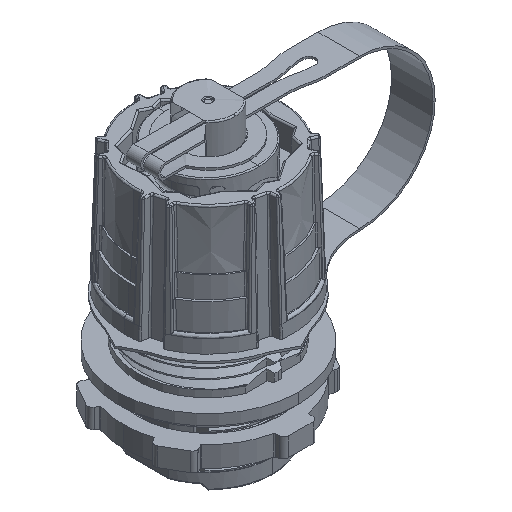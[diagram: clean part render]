
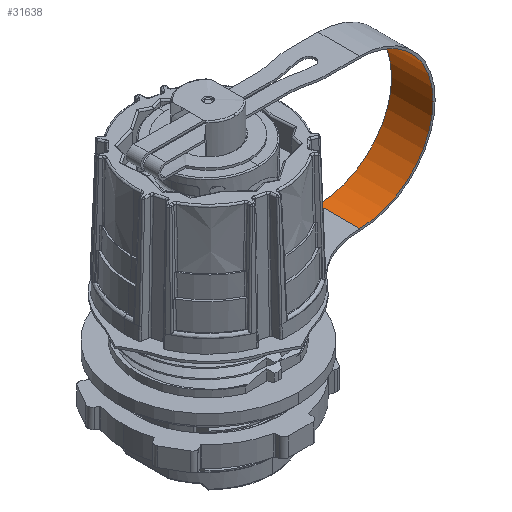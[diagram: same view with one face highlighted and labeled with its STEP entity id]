
A CAD part, isometric view. The second image highlights one B-rep face of the part: STEP entity #31638.
In plain terms, the highlighted cylindrical face has radius 13.875 mm (diameter 27.75 mm), a partial arc.
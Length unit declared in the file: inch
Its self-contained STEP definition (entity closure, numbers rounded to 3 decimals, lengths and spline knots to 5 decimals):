
#2105 = VERTEX_POINT ( 'NONE', #10152 ) ;
#2188 = DIRECTION ( 'NONE',  ( 0., -1., 0. ) ) ;
#4496 = CIRCLE ( 'NONE', #25468, 0.54626 ) ;
#6421 = CARTESIAN_POINT ( 'NONE',  ( 0.96741, 0., 0.30826 ) ) ;
#6459 = AXIS2_PLACEMENT_3D ( 'NONE', #19046, #42767, #36204 ) ;
#6636 = CARTESIAN_POINT ( 'NONE',  ( 0.96741, 0.15354, 0.85452 ) ) ;
#7214 = EDGE_CURVE ( 'NONE', #31327, #2105, #22961, .T. ) ;
#7968 = DIRECTION ( 'NONE',  ( 0., 0., -1. ) ) ;
#8527 = EDGE_CURVE ( 'NONE', #35343, #21722, #43135, .T. ) ;
#8605 = FACE_OUTER_BOUND ( 'NONE', #28337, .T. ) ;
#8940 = CARTESIAN_POINT ( 'NONE',  ( 0.96741, -0.15354, 1.40078 ) ) ;
#10070 = EDGE_CURVE ( 'NONE', #21722, #31327, #4496, .T. ) ;
#10152 = CARTESIAN_POINT ( 'NONE',  ( 0.96741, 0.15354, 0.30826 ) ) ;
#12831 = DIRECTION ( 'NONE',  ( 0., -1., 0. ) ) ;
#13057 = CARTESIAN_POINT ( 'NONE',  ( 0.96741, 0.15354, 1.40078 ) ) ;
#16179 = DIRECTION ( 'NONE',  ( 0., 1., 0. ) ) ;
#16410 = ORIENTED_EDGE ( 'NONE', *, *, #7214, .F. ) ;
#18839 = CARTESIAN_POINT ( 'NONE',  ( 0.96741, -0.15354, 0.85452 ) ) ;
#19046 = CARTESIAN_POINT ( 'NONE',  ( 0.96741, 0.15354, 0.85452 ) ) ;
#21722 = VERTEX_POINT ( 'NONE', #8940 ) ;
#22961 = LINE ( 'NONE', #6421, #23877 ) ;
#23653 = AXIS2_PLACEMENT_3D ( 'NONE', #6636, #2188, #30836 ) ;
#23877 = VECTOR ( 'NONE', #16179, 39.37008 ) ;
#25468 = AXIS2_PLACEMENT_3D ( 'NONE', #18839, #28572, #7968 ) ;
#28337 = EDGE_LOOP ( 'NONE', ( #39378, #29211, #16410, #44324 ) ) ;
#28572 = DIRECTION ( 'NONE',  ( 0., 1., 0. ) ) ;
#28742 = CIRCLE ( 'NONE', #23653, 0.54626 ) ;
#29211 = ORIENTED_EDGE ( 'NONE', *, *, #35513, .F. ) ;
#30836 = DIRECTION ( 'NONE',  ( 0., 0., -1. ) ) ;
#31327 = VERTEX_POINT ( 'NONE', #40181 ) ;
#31638 = ADVANCED_FACE ( 'NONE', ( #8605 ), #42548, .F. ) ;
#34756 = VECTOR ( 'NONE', #12831, 39.37008 ) ;
#35343 = VERTEX_POINT ( 'NONE', #42891 ) ;
#35513 = EDGE_CURVE ( 'NONE', #2105, #35343, #28742, .T. ) ;
#36204 = DIRECTION ( 'NONE',  ( 0., 0., -1. ) ) ;
#39378 = ORIENTED_EDGE ( 'NONE', *, *, #8527, .F. ) ;
#40181 = CARTESIAN_POINT ( 'NONE',  ( 0.96741, -0.15354, 0.30826 ) ) ;
#42548 = CYLINDRICAL_SURFACE ( 'NONE', #6459, 0.54626 ) ;
#42767 = DIRECTION ( 'NONE',  ( 0., -1., 0. ) ) ;
#42891 = CARTESIAN_POINT ( 'NONE',  ( 0.96741, 0.15354, 1.40078 ) ) ;
#43135 = LINE ( 'NONE', #13057, #34756 ) ;
#44324 = ORIENTED_EDGE ( 'NONE', *, *, #10070, .F. ) ;
